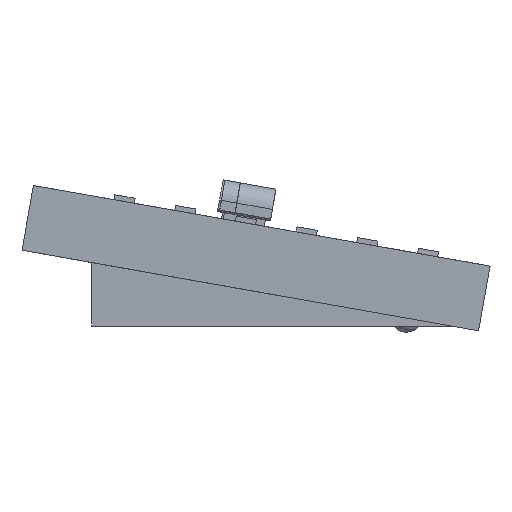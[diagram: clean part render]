
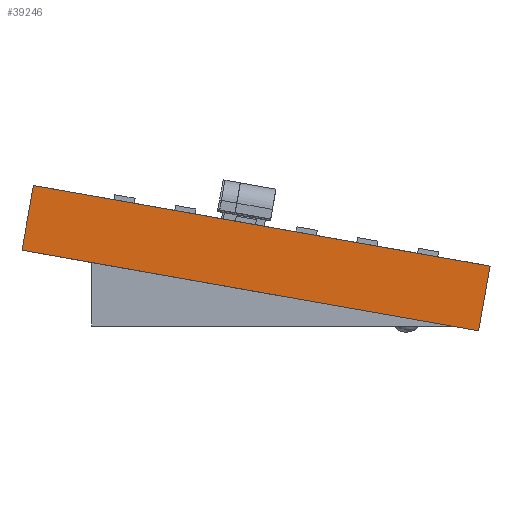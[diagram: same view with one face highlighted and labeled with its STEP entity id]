
A CAD part, left-side view. The second image highlights one B-rep face of the part: STEP entity #39246.
In plain terms, the highlighted planar face has unit normal (-1, 0, 0).
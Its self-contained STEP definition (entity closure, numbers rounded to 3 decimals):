
#6962=ORIENTED_EDGE('',*,*,#16172,.F.);
#6963=ORIENTED_EDGE('',*,*,#16200,.F.);
#6964=ORIENTED_EDGE('',*,*,#16186,.T.);
#6965=ORIENTED_EDGE('',*,*,#16201,.T.);
#16172=EDGE_CURVE('',#21160,#21162,#24965,.T.);
#16186=EDGE_CURVE('',#21170,#21173,#24977,.T.);
#16200=EDGE_CURVE('',#21170,#21160,#24991,.T.);
#16201=EDGE_CURVE('',#21173,#21162,#24992,.T.);
#21160=VERTEX_POINT('',#59533);
#21162=VERTEX_POINT('',#59536);
#21170=VERTEX_POINT('',#59556);
#21173=VERTEX_POINT('',#59561);
#24965=LINE('',#59535,#29407);
#24977=LINE('',#59562,#29419);
#24991=LINE('',#59584,#29433);
#24992=LINE('',#59586,#29434);
#29407=VECTOR('',#48547,100.);
#29419=VECTOR('',#48565,100.);
#29433=VECTOR('',#48583,100.);
#29434=VECTOR('',#48586,100.);
#33256=EDGE_LOOP('',(#6962,#6963,#6964,#6965));
#35662=FACE_BOUND('',#33256,.T.);
#37508=PLANE('',#42231);
#39246=ADVANCED_FACE('',(#35662),#37508,.T.);
#42231=AXIS2_PLACEMENT_3D('',#59585,#48584,#48585);
#48547=DIRECTION('',(0.,0.985,0.174));
#48565=DIRECTION('',(0.,0.985,0.174));
#48583=DIRECTION('',(0.,0.174,-0.985));
#48584=DIRECTION('',(-1.,0.,0.));
#48585=DIRECTION('',(0.,0.,1.));
#48586=DIRECTION('',(0.,0.174,-0.985));
#59533=CARTESIAN_POINT('',(-19.807,-5.601,-0.138));
#59535=CARTESIAN_POINT('',(-19.807,1.453,1.106));
#59536=CARTESIAN_POINT('',(-19.807,8.506,2.35));
#59556=CARTESIAN_POINT('',(-19.807,-5.953,1.864));
#59561=CARTESIAN_POINT('',(-19.807,8.153,4.351));
#59562=CARTESIAN_POINT('',(-19.807,1.1,3.107));
#59584=CARTESIAN_POINT('',(-19.807,-5.953,1.864));
#59585=CARTESIAN_POINT('',(-19.807,1.1,3.107));
#59586=CARTESIAN_POINT('',(-19.807,8.153,4.351));
